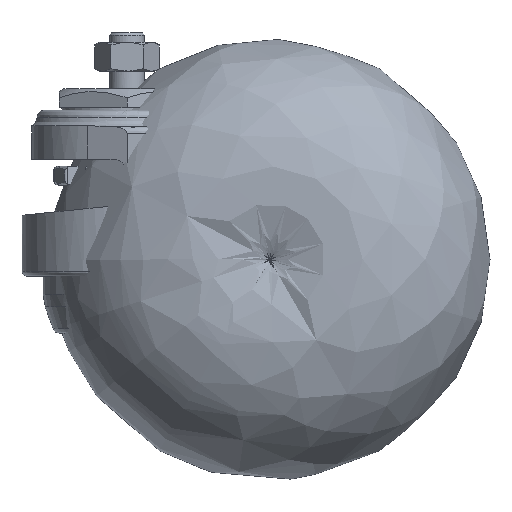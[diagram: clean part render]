
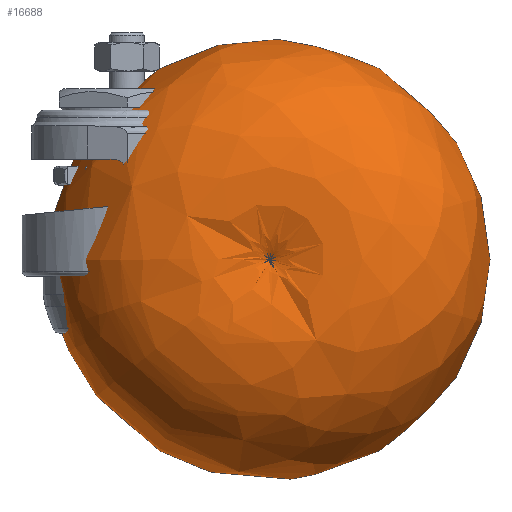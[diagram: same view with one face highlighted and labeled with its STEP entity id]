
A CAD part, top view. The second image highlights one B-rep face of the part: STEP entity #16688.
In plain terms, the highlighted free-form (B-spline) face has degree [2, 2] with [7, 7] control points.
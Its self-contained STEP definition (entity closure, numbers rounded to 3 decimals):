
#16290 = EDGE_CURVE('',#16291,#16293,#16295,.T.);
#16291 = VERTEX_POINT('',#16292);
#16292 = CARTESIAN_POINT('',(82.259,6.316,
    -11.689));
#16293 = VERTEX_POINT('',#16294);
#16294 = CARTESIAN_POINT('',(27.814,6.316,
    -11.689));
#16295 = ( BOUNDED_CURVE() B_SPLINE_CURVE(2,(#16296,#16297,#16298,#16299
,#16300),.UNSPECIFIED.,.F.,.F.) B_SPLINE_CURVE_WITH_KNOTS((3,2,3),(0.,
1.571,3.142),.PIECEWISE_BEZIER_KNOTS.) CURVE() 
GEOMETRIC_REPRESENTATION_ITEM() RATIONAL_B_SPLINE_CURVE((1.,
0.707,1.,0.707,1.)) REPRESENTATION_ITEM('') );
#16296 = CARTESIAN_POINT('',(82.259,6.316,
    -11.689));
#16297 = CARTESIAN_POINT('',(82.259,-20.907,
    -11.689));
#16298 = CARTESIAN_POINT('',(55.037,-20.907,
    -11.689));
#16299 = CARTESIAN_POINT('',(27.814,-20.907,
    -11.689));
#16300 = CARTESIAN_POINT('',(27.814,6.316,
    -11.689));
#16315 = EDGE_CURVE('',#16293,#16291,#16316,.T.);
#16316 = ( BOUNDED_CURVE() B_SPLINE_CURVE(2,(#16317,#16318,#16319,#16320
,#16321),.UNSPECIFIED.,.F.,.F.) B_SPLINE_CURVE_WITH_KNOTS((3,2,3),(0.,
1.571,3.142),.PIECEWISE_BEZIER_KNOTS.) CURVE() 
GEOMETRIC_REPRESENTATION_ITEM() RATIONAL_B_SPLINE_CURVE((1.,
0.707,1.,0.707,1.)) REPRESENTATION_ITEM('') );
#16317 = CARTESIAN_POINT('',(27.814,6.316,
    -11.689));
#16318 = CARTESIAN_POINT('',(27.814,33.538,
    -11.689));
#16319 = CARTESIAN_POINT('',(55.037,33.538,
    -11.689));
#16320 = CARTESIAN_POINT('',(82.259,33.538,
    -11.689));
#16321 = CARTESIAN_POINT('',(82.259,6.316,
    -11.689));
#16348 = EDGE_CURVE('',#16349,#16351,#16353,.T.);
#16349 = VERTEX_POINT('',#16350);
#16350 = CARTESIAN_POINT('',(27.814,6.316,
    11.689));
#16351 = VERTEX_POINT('',#16352);
#16352 = CARTESIAN_POINT('',(82.259,6.316,
    11.689));
#16353 = ( BOUNDED_CURVE() B_SPLINE_CURVE(2,(#16354,#16355,#16356,#16357
,#16358),.UNSPECIFIED.,.F.,.F.) B_SPLINE_CURVE_WITH_KNOTS((3,2,3),(0.,
1.571,3.142),.PIECEWISE_BEZIER_KNOTS.) CURVE() 
GEOMETRIC_REPRESENTATION_ITEM() RATIONAL_B_SPLINE_CURVE((1.,
0.707,1.,0.707,1.)) REPRESENTATION_ITEM('') );
#16354 = CARTESIAN_POINT('',(27.814,6.316,
    11.689));
#16355 = CARTESIAN_POINT('',(27.814,33.538,
    11.689));
#16356 = CARTESIAN_POINT('',(55.037,33.538,
    11.689));
#16357 = CARTESIAN_POINT('',(82.259,33.538,
    11.689));
#16358 = CARTESIAN_POINT('',(82.259,6.316,
    11.689));
#16373 = EDGE_CURVE('',#16351,#16349,#16374,.T.);
#16374 = ( BOUNDED_CURVE() B_SPLINE_CURVE(2,(#16375,#16376,#16377,#16378
,#16379),.UNSPECIFIED.,.F.,.F.) B_SPLINE_CURVE_WITH_KNOTS((3,2,3),(0.,
1.571,3.142),.PIECEWISE_BEZIER_KNOTS.) CURVE() 
GEOMETRIC_REPRESENTATION_ITEM() RATIONAL_B_SPLINE_CURVE((1.,
0.707,1.,0.707,1.)) REPRESENTATION_ITEM('') );
#16375 = CARTESIAN_POINT('',(82.259,6.316,
    11.689));
#16376 = CARTESIAN_POINT('',(82.259,-20.907,
    11.689));
#16377 = CARTESIAN_POINT('',(55.037,-20.907,
    11.689));
#16378 = CARTESIAN_POINT('',(27.814,-20.907,
    11.689));
#16379 = CARTESIAN_POINT('',(27.814,6.316,
    11.689));
#16688 = ADVANCED_FACE('',(#16689),#16712,.T.);
#16689 = FACE_BOUND('',#16690,.T.);
#16690 = EDGE_LOOP('',(#16691,#16692,#16693,#16709,#16710,#16711));
#16691 = ORIENTED_EDGE('',*,*,#16373,.T.);
#16692 = ORIENTED_EDGE('',*,*,#16348,.T.);
#16693 = ORIENTED_EDGE('',*,*,#16694,.T.);
#16694 = EDGE_CURVE('',#16351,#16291,#16695,.T.);
#16695 = B_SPLINE_CURVE_WITH_KNOTS('',12,(#16696,#16697,#16698,#16699,
    #16700,#16701,#16702,#16703,#16704,#16705,#16706,#16707,#16708),
  .UNSPECIFIED.,.F.,.F.,(13,13),(3.349,9.217),
  .PIECEWISE_BEZIER_KNOTS.);
#16696 = CARTESIAN_POINT('',(82.259,6.316,
    11.689));
#16697 = CARTESIAN_POINT('',(76.543,6.316,
    38.871));
#16698 = CARTESIAN_POINT('',(56.324,6.316,
    63.004));
#16699 = CARTESIAN_POINT('',(23.394,6.316,
    75.578));
#16700 = CARTESIAN_POINT('',(-14.912,6.316,
    69.236));
#16701 = CARTESIAN_POINT('',(-46.548,6.316,
    41.92));
#16702 = CARTESIAN_POINT('',(-59.096,6.316,
    0.));
#16703 = CARTESIAN_POINT('',(-46.548,6.316,
    -41.92));
#16704 = CARTESIAN_POINT('',(-14.912,6.316,
    -69.236));
#16705 = CARTESIAN_POINT('',(23.394,6.316,
    -75.578));
#16706 = CARTESIAN_POINT('',(56.324,6.316,-63.004
    ));
#16707 = CARTESIAN_POINT('',(76.543,6.316,
    -38.871));
#16708 = CARTESIAN_POINT('',(82.259,6.316,
    -11.689));
#16709 = ORIENTED_EDGE('',*,*,#16315,.F.);
#16710 = ORIENTED_EDGE('',*,*,#16290,.F.);
#16711 = ORIENTED_EDGE('',*,*,#16694,.F.);
#16712 = ( BOUNDED_SURFACE() B_SPLINE_SURFACE(2,2,(
    (#16713,#16714,#16715,#16716,#16717,#16718,#16719)
    ,(#16720,#16721,#16722,#16723,#16724,#16725,#16726)
    ,(#16727,#16728,#16729,#16730,#16731,#16732,#16733)
    ,(#16734,#16735,#16736,#16737,#16738,#16739,#16740)
    ,(#16741,#16742,#16743,#16744,#16745,#16746,#16747)
    ,(#16748,#16749,#16750,#16751,#16752,#16753,#16754)
    ,(#16755,#16756,#16757,#16758,#16759,#16760,#16761
)),.UNSPECIFIED.,.T.,.F.,.F.) B_SPLINE_SURFACE_WITH_KNOTS((1,2,2,2,2,1),
  (3,2,2,3),(-2.094,0.,2.094,4.189,
    6.283,8.378),(3.349,5.305,
    7.261,9.217),.UNSPECIFIED.) 
GEOMETRIC_REPRESENTATION_ITEM() RATIONAL_B_SPLINE_SURFACE((
    (1.,0.559,1.,0.559,1.,0.559,1.)
    ,(0.5,0.279,0.5,0.279,0.5,0.279,0.5)
    ,(1.,0.559,1.,0.559,1.,0.559,1.)
    ,(0.5,0.279,0.5,0.279,0.5,0.279,0.5)
    ,(1.,0.559,1.,0.559,1.,0.559,1.)
    ,(0.5,0.279,0.5,0.279,0.5,0.279,0.5)
    ,(1.,0.559,1.,0.559,1.,0.559,1.
))) REPRESENTATION_ITEM('') SURFACE() );
#16713 = CARTESIAN_POINT('',(82.259,6.316,
    11.689));
#16714 = CARTESIAN_POINT('',(64.903,6.316,
    94.22));
#16715 = CARTESIAN_POINT('',(-5.049,6.316,
    47.11));
#16716 = CARTESIAN_POINT('',(-75.001,6.316,
    0.));
#16717 = CARTESIAN_POINT('',(-5.049,6.316,
    -47.11));
#16718 = CARTESIAN_POINT('',(64.903,6.316,
    -94.22));
#16719 = CARTESIAN_POINT('',(82.259,6.316,
    -11.689));
#16720 = CARTESIAN_POINT('',(82.259,-40.835,
    11.689));
#16721 = CARTESIAN_POINT('',(64.903,-10.772,
    94.22));
#16722 = CARTESIAN_POINT('',(-5.049,110.387,
    47.11));
#16723 = CARTESIAN_POINT('',(-75.001,231.547,
    0.));
#16724 = CARTESIAN_POINT('',(-5.049,110.387,
    -47.11));
#16725 = CARTESIAN_POINT('',(64.903,-10.772,
    -94.22));
#16726 = CARTESIAN_POINT('',(82.259,-40.835,
    -11.689));
#16727 = CARTESIAN_POINT('',(41.425,-17.26,
    11.689));
#16728 = CARTESIAN_POINT('',(50.104,-2.228,
    94.22));
#16729 = CARTESIAN_POINT('',(85.08,58.352,
    47.11));
#16730 = CARTESIAN_POINT('',(120.055,118.931,
    0.));
#16731 = CARTESIAN_POINT('',(85.08,58.352,
    -47.11));
#16732 = CARTESIAN_POINT('',(50.104,-2.228,
    -94.22));
#16733 = CARTESIAN_POINT('',(41.425,-17.26,
    -11.689));
#16734 = CARTESIAN_POINT('',(0.591,6.316,
    11.689));
#16735 = CARTESIAN_POINT('',(35.305,6.316,
    94.22));
#16736 = CARTESIAN_POINT('',(175.208,6.316,
    47.11));
#16737 = CARTESIAN_POINT('',(315.112,6.316,
    0.));
#16738 = CARTESIAN_POINT('',(175.208,6.316,
    -47.11));
#16739 = CARTESIAN_POINT('',(35.305,6.316,
    -94.22));
#16740 = CARTESIAN_POINT('',(0.591,6.316,
    -11.689));
#16741 = CARTESIAN_POINT('',(41.425,29.891,
    11.689));
#16742 = CARTESIAN_POINT('',(50.104,14.86,
    94.22));
#16743 = CARTESIAN_POINT('',(85.08,-45.72,
    47.11));
#16744 = CARTESIAN_POINT('',(120.055,-106.3,
    0.));
#16745 = CARTESIAN_POINT('',(85.08,-45.72,
    -47.11));
#16746 = CARTESIAN_POINT('',(50.104,14.86,
    -94.22));
#16747 = CARTESIAN_POINT('',(41.425,29.891,
    -11.689));
#16748 = CARTESIAN_POINT('',(82.259,53.467,
    11.689));
#16749 = CARTESIAN_POINT('',(64.903,23.404,
    94.22));
#16750 = CARTESIAN_POINT('',(-5.049,-97.756,
    47.11));
#16751 = CARTESIAN_POINT('',(-75.001,-218.916,
    0.));
#16752 = CARTESIAN_POINT('',(-5.049,-97.756,
    -47.11));
#16753 = CARTESIAN_POINT('',(64.903,23.404,
    -94.22));
#16754 = CARTESIAN_POINT('',(82.259,53.467,
    -11.689));
#16755 = CARTESIAN_POINT('',(82.259,6.316,
    11.689));
#16756 = CARTESIAN_POINT('',(64.903,6.316,
    94.22));
#16757 = CARTESIAN_POINT('',(-5.049,6.316,
    47.11));
#16758 = CARTESIAN_POINT('',(-75.001,6.316,
    0.));
#16759 = CARTESIAN_POINT('',(-5.049,6.316,
    -47.11));
#16760 = CARTESIAN_POINT('',(64.903,6.316,
    -94.22));
#16761 = CARTESIAN_POINT('',(82.259,6.316,
    -11.689));
